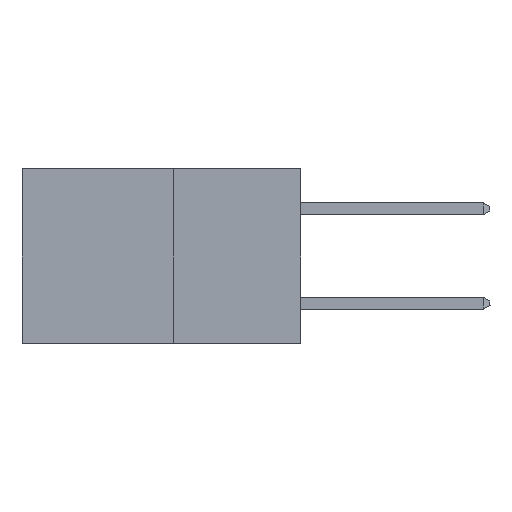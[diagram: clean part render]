
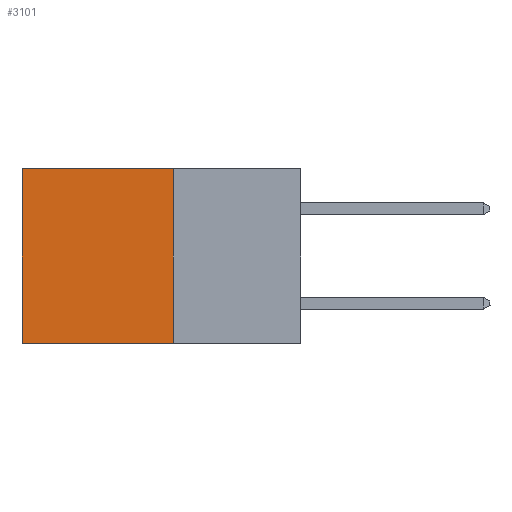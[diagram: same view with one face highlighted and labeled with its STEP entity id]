
A CAD part, left-side view. The second image highlights one B-rep face of the part: STEP entity #3101.
In plain terms, the highlighted planar face has unit normal (-1, 0, 0).
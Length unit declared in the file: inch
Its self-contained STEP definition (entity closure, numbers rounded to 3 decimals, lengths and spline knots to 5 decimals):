
#359 = DIRECTION ( 'NONE',  ( 0., 0., -1. ) ) ;
#470 = DIRECTION ( 'NONE',  ( 1., 0., 0. ) ) ;
#509 = PLANE ( 'NONE',  #28505 ) ;
#902 = VERTEX_POINT ( 'NONE', #12222 ) ;
#1041 = CARTESIAN_POINT ( 'NONE',  ( 0.277, 0.27, -0.37 ) ) ;
#2451 = DIRECTION ( 'NONE',  ( 0., 1., 0. ) ) ;
#3023 = DIRECTION ( 'NONE',  ( 0., 0., -1. ) ) ;
#3101 = ADVANCED_FACE ( 'NONE', ( #5201 ), #509, .F. ) ;
#4309 = EDGE_CURVE ( 'NONE', #9788, #902, #16269, .T. ) ;
#4746 = CARTESIAN_POINT ( 'NONE',  ( 0.277, 0.27, 0. ) ) ;
#5201 = FACE_OUTER_BOUND ( 'NONE', #25603, .T. ) ;
#5906 = CARTESIAN_POINT ( 'NONE',  ( 0.277, 0.27, -0.37 ) ) ;
#8515 = LINE ( 'NONE', #21354, #9261 ) ;
#9221 = EDGE_CURVE ( 'NONE', #12075, #10013, #26506, .T. ) ;
#9261 = VECTOR ( 'NONE', #2451, 39.37008 ) ;
#9788 = VERTEX_POINT ( 'NONE', #19186 ) ;
#10013 = VERTEX_POINT ( 'NONE', #15181 ) ;
#12075 = VERTEX_POINT ( 'NONE', #17559 ) ;
#12222 = CARTESIAN_POINT ( 'NONE',  ( 0.277, 0.27, -0.37 ) ) ;
#12518 = EDGE_CURVE ( 'NONE', #902, #10013, #8515, .T. ) ;
#13297 = DIRECTION ( 'NONE',  ( 0., 1., 0. ) ) ;
#15089 = LINE ( 'NONE', #4746, #19113 ) ;
#15181 = CARTESIAN_POINT ( 'NONE',  ( 0.277, 0.59, -0.37 ) ) ;
#15442 = ORIENTED_EDGE ( 'NONE', *, *, #28194, .T. ) ;
#15536 = DIRECTION ( 'NONE',  ( 0., 0., -1. ) ) ;
#16269 = LINE ( 'NONE', #5906, #28048 ) ;
#17137 = ORIENTED_EDGE ( 'NONE', *, *, #9221, .T. ) ;
#17559 = CARTESIAN_POINT ( 'NONE',  ( 0.277, 0.59, 0. ) ) ;
#19113 = VECTOR ( 'NONE', #13297, 39.37008 ) ;
#19186 = CARTESIAN_POINT ( 'NONE',  ( 0.277, 0.27, 0. ) ) ;
#19650 = CARTESIAN_POINT ( 'NONE',  ( 0.277, 0.59, -0.37 ) ) ;
#20522 = ORIENTED_EDGE ( 'NONE', *, *, #4309, .F. ) ;
#21354 = CARTESIAN_POINT ( 'NONE',  ( 0.277, 0.27, -0.37 ) ) ;
#23858 = ORIENTED_EDGE ( 'NONE', *, *, #12518, .F. ) ;
#25013 = VECTOR ( 'NONE', #3023, 39.37008 ) ;
#25603 = EDGE_LOOP ( 'NONE', ( #17137, #23858, #20522, #15442 ) ) ;
#26506 = LINE ( 'NONE', #19650, #25013 ) ;
#28048 = VECTOR ( 'NONE', #15536, 39.37008 ) ;
#28194 = EDGE_CURVE ( 'NONE', #9788, #12075, #15089, .T. ) ;
#28505 = AXIS2_PLACEMENT_3D ( 'NONE', #1041, #470, #359 ) ;
